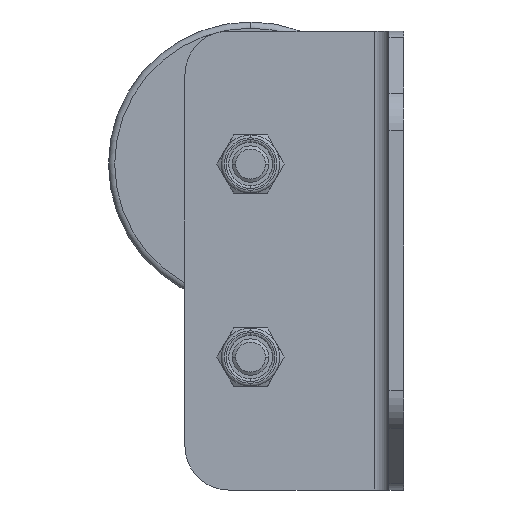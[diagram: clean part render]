
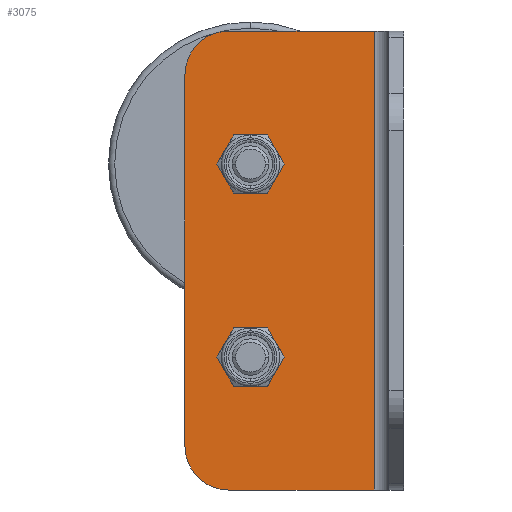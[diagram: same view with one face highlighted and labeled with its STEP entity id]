
A CAD part, left-side view. The second image highlights one B-rep face of the part: STEP entity #3075.
In plain terms, the highlighted face is planar.
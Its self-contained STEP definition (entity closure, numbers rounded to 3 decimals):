
#6 = DIRECTION ( 'NONE',  ( 0., -1., 0. ) ) ;
#287 = CARTESIAN_POINT ( 'NONE',  ( 2., 30., 25.5 ) ) ;
#356 = AXIS2_PLACEMENT_3D ( 'NONE', #5308, #505, #8541 ) ;
#366 = CARTESIAN_POINT ( 'NONE',  ( 2., 21., -15.9 ) ) ;
#448 = CARTESIAN_POINT ( 'NONE',  ( 2., 21., 15.9 ) ) ;
#449 = VERTEX_POINT ( 'NONE', #610 ) ;
#505 = DIRECTION ( 'NONE',  ( 1., 0., 0. ) ) ;
#558 = AXIS2_PLACEMENT_3D ( 'NONE', #5785, #4210, #5882 ) ;
#610 = CARTESIAN_POINT ( 'NONE',  ( 2., 4., 31.5 ) ) ;
#616 = VERTEX_POINT ( 'NONE', #8746 ) ;
#667 = CARTESIAN_POINT ( 'NONE',  ( 2., 0., -31.5 ) ) ;
#744 = DIRECTION ( 'NONE',  ( 1., 0., 0. ) ) ;
#813 = CIRCLE ( 'NONE', #7163, 6. ) ;
#1068 = ORIENTED_EDGE ( 'NONE', *, *, #4079, .T. ) ;
#1437 = VERTEX_POINT ( 'NONE', #7066 ) ;
#1478 = DIRECTION ( 'NONE',  ( 0., 0., -1. ) ) ;
#1561 = CARTESIAN_POINT ( 'NONE',  ( 2., 21., -13.25 ) ) ;
#1569 = EDGE_LOOP ( 'NONE', ( #9112, #9210 ) ) ;
#1604 = CARTESIAN_POINT ( 'NONE',  ( 2., 30., -25.5 ) ) ;
#1775 = VERTEX_POINT ( 'NONE', #287 ) ;
#1989 = VECTOR ( 'NONE', #6, 1000. ) ;
#2212 = DIRECTION ( 'NONE',  ( 0., 0., -1. ) ) ;
#2497 = DIRECTION ( 'NONE',  ( 0., 0., -1. ) ) ;
#2712 = CARTESIAN_POINT ( 'NONE',  ( 2., 24., 31.5 ) ) ;
#2949 = ORIENTED_EDGE ( 'NONE', *, *, #9965, .F. ) ;
#2955 = PLANE ( 'NONE',  #356 ) ;
#3017 = EDGE_LOOP ( 'NONE', ( #3428, #1068, #4569, #8758, #3726, #6576 ) ) ;
#3075 = ADVANCED_FACE ( 'NONE', ( #5569, #3442, #6311 ), #2955, .T. ) ;
#3260 = VERTEX_POINT ( 'NONE', #1604 ) ;
#3428 = ORIENTED_EDGE ( 'NONE', *, *, #8880, .F. ) ;
#3442 = FACE_BOUND ( 'NONE', #1569, .T. ) ;
#3614 = EDGE_CURVE ( 'NONE', #1775, #3260, #7907, .T. ) ;
#3622 = EDGE_LOOP ( 'NONE', ( #9098, #2949 ) ) ;
#3726 = ORIENTED_EDGE ( 'NONE', *, *, #6991, .T. ) ;
#3789 = DIRECTION ( 'NONE',  ( 1., 0., 0. ) ) ;
#3813 = CIRCLE ( 'NONE', #9055, 2.65 ) ;
#3887 = DIRECTION ( 'NONE',  ( 0., 0., -1. ) ) ;
#4028 = EDGE_CURVE ( 'NONE', #6737, #1437, #7761, .T. ) ;
#4079 = EDGE_CURVE ( 'NONE', #6321, #3260, #6530, .T. ) ;
#4210 = DIRECTION ( 'NONE',  ( 1., 0., 0. ) ) ;
#4553 = CARTESIAN_POINT ( 'NONE',  ( 2., 21., -10.6 ) ) ;
#4569 = ORIENTED_EDGE ( 'NONE', *, *, #3614, .F. ) ;
#4727 = VECTOR ( 'NONE', #2497, 1000. ) ;
#4757 = DIRECTION ( 'NONE',  ( 0., 0., -1. ) ) ;
#5175 = VERTEX_POINT ( 'NONE', #366 ) ;
#5308 = CARTESIAN_POINT ( 'NONE',  ( 2., 0., 31.5 ) ) ;
#5390 = AXIS2_PLACEMENT_3D ( 'NONE', #8694, #3789, #3887 ) ;
#5569 = FACE_BOUND ( 'NONE', #3622, .T. ) ;
#5584 = DIRECTION ( 'NONE',  ( 1., 0., 0. ) ) ;
#5591 = VECTOR ( 'NONE', #5596, 1000. ) ;
#5596 = DIRECTION ( 'NONE',  ( 0., -1., 0. ) ) ;
#5785 = CARTESIAN_POINT ( 'NONE',  ( 2., 21., 13.25 ) ) ;
#5804 = VECTOR ( 'NONE', #5962, 1000. ) ;
#5882 = DIRECTION ( 'NONE',  ( 0., 0., -1. ) ) ;
#5962 = DIRECTION ( 'NONE',  ( 0., 0., -1. ) ) ;
#6210 = DIRECTION ( 'NONE',  ( 1., 0., 0. ) ) ;
#6311 = FACE_OUTER_BOUND ( 'NONE', #3017, .T. ) ;
#6321 = VERTEX_POINT ( 'NONE', #10158 ) ;
#6530 = CIRCLE ( 'NONE', #5390, 6. ) ;
#6576 = ORIENTED_EDGE ( 'NONE', *, *, #7748, .T. ) ;
#6600 = LINE ( 'NONE', #7239, #4727 ) ;
#6737 = VERTEX_POINT ( 'NONE', #448 ) ;
#6917 = EDGE_CURVE ( 'NONE', #5175, #10241, #9375, .T. ) ;
#6991 = EDGE_CURVE ( 'NONE', #9435, #449, #8620, .T. ) ;
#7059 = CIRCLE ( 'NONE', #558, 2.65 ) ;
#7066 = CARTESIAN_POINT ( 'NONE',  ( 2., 21., 10.6 ) ) ;
#7090 = CARTESIAN_POINT ( 'NONE',  ( 2., 21., -13.25 ) ) ;
#7100 = CARTESIAN_POINT ( 'NONE',  ( 2., 30., 31.5 ) ) ;
#7163 = AXIS2_PLACEMENT_3D ( 'NONE', #9517, #744, #4757 ) ;
#7239 = CARTESIAN_POINT ( 'NONE',  ( 2., 4., 31.5 ) ) ;
#7748 = EDGE_CURVE ( 'NONE', #449, #616, #6600, .T. ) ;
#7761 = CIRCLE ( 'NONE', #8395, 2.65 ) ;
#7892 = DIRECTION ( 'NONE',  ( 1., 0., 0. ) ) ;
#7907 = LINE ( 'NONE', #7100, #5804 ) ;
#7968 = CARTESIAN_POINT ( 'NONE',  ( 2., 0., 31.5 ) ) ;
#8395 = AXIS2_PLACEMENT_3D ( 'NONE', #9400, #6210, #8835 ) ;
#8541 = DIRECTION ( 'NONE',  ( 0., 0., -1. ) ) ;
#8620 = LINE ( 'NONE', #7968, #1989 ) ;
#8694 = CARTESIAN_POINT ( 'NONE',  ( 2., 24., -25.5 ) ) ;
#8746 = CARTESIAN_POINT ( 'NONE',  ( 2., 4., -31.5 ) ) ;
#8758 = ORIENTED_EDGE ( 'NONE', *, *, #10301, .T. ) ;
#8835 = DIRECTION ( 'NONE',  ( 0., 0., -1. ) ) ;
#8880 = EDGE_CURVE ( 'NONE', #6321, #616, #9867, .T. ) ;
#9055 = AXIS2_PLACEMENT_3D ( 'NONE', #1561, #5584, #2212 ) ;
#9098 = ORIENTED_EDGE ( 'NONE', *, *, #4028, .F. ) ;
#9112 = ORIENTED_EDGE ( 'NONE', *, *, #9732, .F. ) ;
#9210 = ORIENTED_EDGE ( 'NONE', *, *, #6917, .F. ) ;
#9375 = CIRCLE ( 'NONE', #10340, 2.65 ) ;
#9400 = CARTESIAN_POINT ( 'NONE',  ( 2., 21., 13.25 ) ) ;
#9435 = VERTEX_POINT ( 'NONE', #2712 ) ;
#9517 = CARTESIAN_POINT ( 'NONE',  ( 2., 24., 25.5 ) ) ;
#9732 = EDGE_CURVE ( 'NONE', #10241, #5175, #3813, .T. ) ;
#9867 = LINE ( 'NONE', #667, #5591 ) ;
#9965 = EDGE_CURVE ( 'NONE', #1437, #6737, #7059, .T. ) ;
#10158 = CARTESIAN_POINT ( 'NONE',  ( 2., 24., -31.5 ) ) ;
#10241 = VERTEX_POINT ( 'NONE', #4553 ) ;
#10301 = EDGE_CURVE ( 'NONE', #1775, #9435, #813, .T. ) ;
#10340 = AXIS2_PLACEMENT_3D ( 'NONE', #7090, #7892, #1478 ) ;
